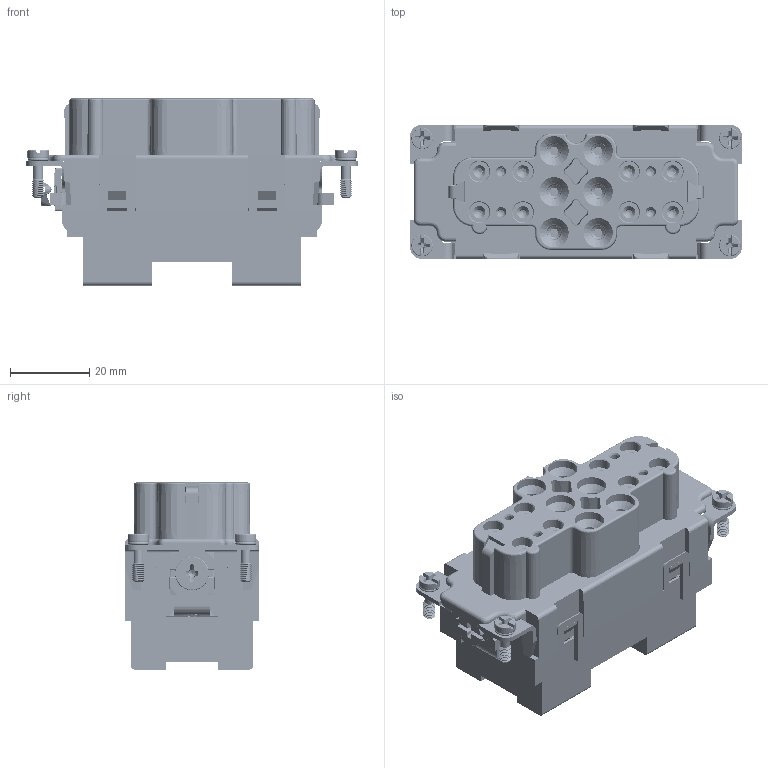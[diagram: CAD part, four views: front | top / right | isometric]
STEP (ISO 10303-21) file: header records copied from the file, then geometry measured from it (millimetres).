
FILE_DESCRIPTION(/* description */ (''),/* implementation_level */ '2;1');
FILE_NAME(/* name */ 'HK-006.1-12-F.stp',/* time_stamp */ '2023-09-18T13:32:05+08:00',/* author */ (''),/* organization */ (''),/* preprocessor_version */ 'ST-DEVELOPER v16',/* originating_system */ 'SIEMENS PLM Software NX 10.0',/* authorisation */ '');
FILE_SCHEMA (('AUTOMOTIVE_DESIGN { 1 0 10303 214 3 1 1 1 }'));
Products named in the file (1): Admi16F8F3C4ysw2
Bounding box: 83.6 x 33.9 x 47.1 mm (x, y, z)
Volume: 51616.6 mm3; surface area: 69484.6 mm2
Topology: 1 solids, 16 shells, 4784 faces, 14172 edges, 9285 vertices
Faces by surface type: plane 2903, cylinder 1240, cone 294, torus 175, bspline 162, sphere 10
Full cylindrical faces by diameter (mm): 0.802 x12, 1.65 x12, 1.75 x12, 1.8 x12, 2.1 x12, 2.2 x36, 2.25 x6, 2.4 x8, 2.5 x24, 2.6 x12, 2.75 x6, 3 x14, 3.2 x12, 3.5 x24, 3.65 x12, 3.8 x24, 4 x12, 4.2 x6, 4.25 x6, 4.6 x1, 5 x1, 5.1 x8, 5.4 x4, 5.5 x6, 5.9 x6, 6 x6, 6.3 x6, 7.4 x6, 8.5 x2, 9 x6
Entity records: 234553 total; most frequent: CARTESIAN_POINT 113764, ORIENTED_EDGE 26276, DIRECTION 23319, EDGE_CURVE 13138, VERTEX_POINT 8836, LINE 7843, VECTOR 7843, AXIS2_PLACEMENT_3D 7738
